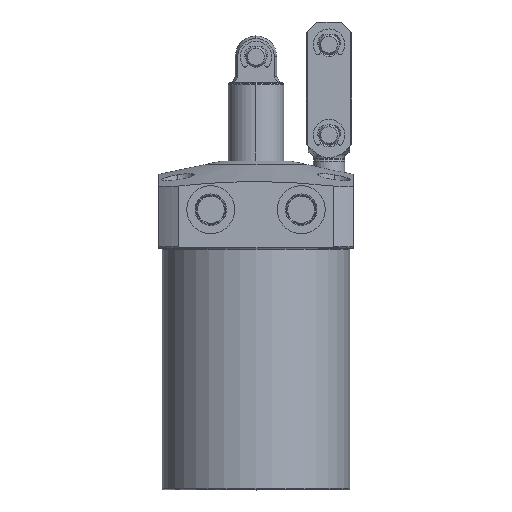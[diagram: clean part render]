
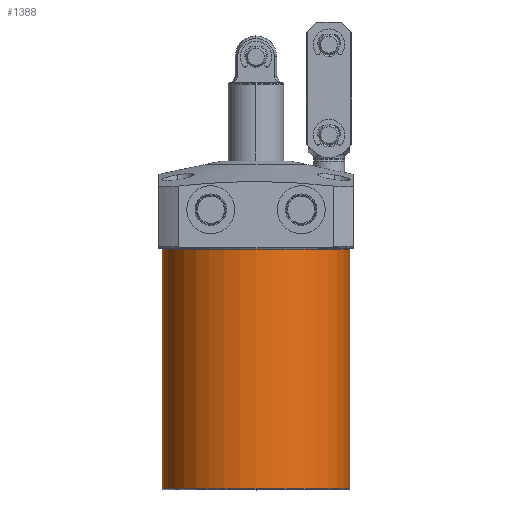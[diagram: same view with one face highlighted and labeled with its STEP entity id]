
A CAD part, top view. The second image highlights one B-rep face of the part: STEP entity #1388.
In plain terms, the highlighted cylindrical face has radius 27 mm (diameter 54 mm), a partial arc.
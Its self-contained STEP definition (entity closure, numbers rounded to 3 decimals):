
#265 = ORIENTED_EDGE ( 'NONE', *, *, #7440, .F. ) ;
#266 = ORIENTED_EDGE ( 'NONE', *, *, #7437, .T. ) ;
#267 = ORIENTED_EDGE ( 'NONE', *, *, #7439, .F. ) ;
#268 = ORIENTED_EDGE ( 'NONE', *, *, #7438, .T. ) ;
#983 = EDGE_LOOP ( 'NONE', ( #268, #266, #267, #265 ) ) ;
#1388 = ADVANCED_FACE ( 'NONE', ( #7804 ), #7800, .T. ) ;
#4376 = VERTEX_POINT ( 'NONE', #7046 ) ;
#4377 = VERTEX_POINT ( 'NONE', #7047 ) ;
#4378 = VERTEX_POINT ( 'NONE', #7048 ) ;
#4379 = VERTEX_POINT ( 'NONE', #7049 ) ;
#6980 = CARTESIAN_POINT ( 'NONE',  ( 0., 0., 0. ) ) ;
#6981 = DIRECTION ( 'NONE',  ( 0., 1., 0. ) ) ;
#6982 = DIRECTION ( 'NONE',  ( -1., 0., 0. ) ) ;
#7046 = CARTESIAN_POINT ( 'NONE',  ( 27., -24.3, 0. ) ) ;
#7047 = CARTESIAN_POINT ( 'NONE',  ( -27., -24.3, 0. ) ) ;
#7048 = CARTESIAN_POINT ( 'NONE',  ( -27., -93., 0. ) ) ;
#7049 = CARTESIAN_POINT ( 'NONE',  ( 27., -93., 0. ) ) ;
#7437 = EDGE_CURVE ( 'NONE', #4379, #4376, #8366, .T. ) ;
#7438 = EDGE_CURVE ( 'NONE', #4378, #4379, #7973, .T. ) ;
#7439 = EDGE_CURVE ( 'NONE', #4377, #4376, #7972, .T. ) ;
#7440 = EDGE_CURVE ( 'NONE', #4378, #4377, #8375, .T. ) ;
#7800 = CYLINDRICAL_SURFACE ( 'NONE', #7801, 27. ) ;
#7801 = AXIS2_PLACEMENT_3D ( 'NONE', #6980, #6981, #6982 ) ;
#7804 = FACE_OUTER_BOUND ( 'NONE', #983, .T. ) ;
#7972 = CIRCLE ( 'NONE', #8992, 27. ) ;
#7973 = CIRCLE ( 'NONE', #8980, 27. ) ;
#8365 = CARTESIAN_POINT ( 'NONE',  ( 0., -93., 0. ) ) ;
#8366 = LINE ( 'NONE', #8367, #8979 ) ;
#8367 = CARTESIAN_POINT ( 'NONE',  ( 27., 0., 0. ) ) ;
#8368 = DIRECTION ( 'NONE',  ( 0., 1., 0. ) ) ;
#8369 = DIRECTION ( 'NONE',  ( 0., 1., 0. ) ) ;
#8370 = DIRECTION ( 'NONE',  ( -1., 0., 0. ) ) ;
#8371 = CARTESIAN_POINT ( 'NONE',  ( 0., -24.3, 0. ) ) ;
#8372 = DIRECTION ( 'NONE',  ( 0., 1., 0. ) ) ;
#8373 = DIRECTION ( 'NONE',  ( -1., 0., 0. ) ) ;
#8375 = LINE ( 'NONE', #8376, #8974 ) ;
#8376 = CARTESIAN_POINT ( 'NONE',  ( -27., 0., 0. ) ) ;
#8377 = DIRECTION ( 'NONE',  ( 0., 1., 0. ) ) ;
#8974 = VECTOR ( 'NONE', #8377, 1000. ) ;
#8979 = VECTOR ( 'NONE', #8368, 1000. ) ;
#8980 = AXIS2_PLACEMENT_3D ( 'NONE', #8365, #8369, #8370 ) ;
#8992 = AXIS2_PLACEMENT_3D ( 'NONE', #8371, #8372, #8373 ) ;
